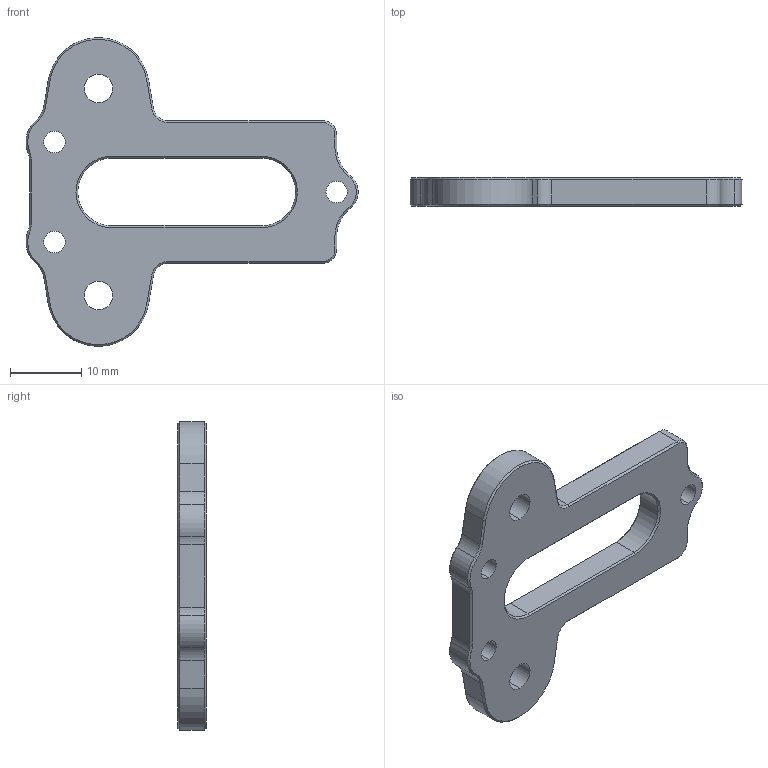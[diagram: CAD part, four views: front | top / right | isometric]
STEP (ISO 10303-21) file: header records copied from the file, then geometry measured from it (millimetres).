
FILE_DESCRIPTION (( 'STEP AP203' ), '1' );
FILE_NAME ('Y Belt Tensioner Bottom.STEP', '2020-08-20T18:41:57', ( '' ), ( '' ), 'SwSTEP 2.0', 'SolidWorks 2019', '' );
FILE_SCHEMA (( 'CONFIG_CONTROL_DESIGN' ));
Length unit declared in the file: millimetre
Products named in the file (1): Y Belt Tensioner Bottom
Bounding box: 46.48 x 4 x 43.23 mm (x, y, z)
Volume: 3337.9 mm3; surface area: 2806.1 mm2
Topology: 1 solids, 1 shells, 107 faces, 251 edges, 148 vertices
Faces by surface type: cone 37, plane 37, cylinder 33
Entity records: 3126 total; most frequent: DIRECTION 571, CARTESIAN_POINT 507, ORIENTED_EDGE 502, EDGE_CURVE 251, AXIS2_PLACEMENT_3D 212, VERTEX_POINT 148, LINE 147, VECTOR 147
